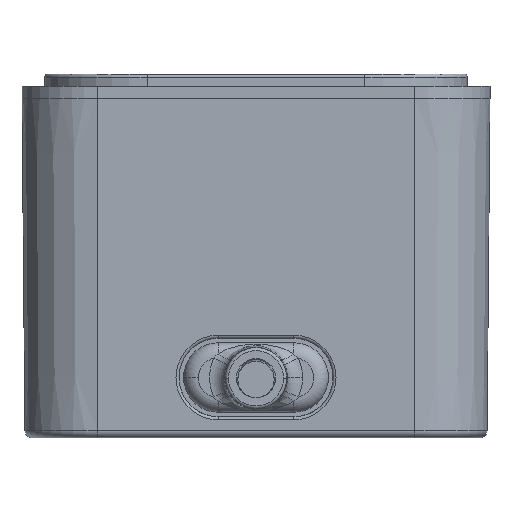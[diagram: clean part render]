
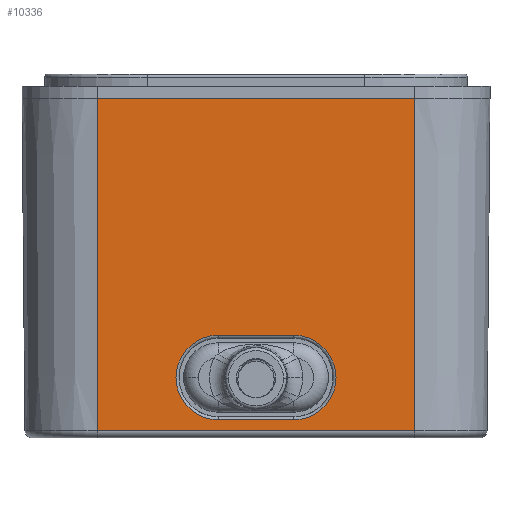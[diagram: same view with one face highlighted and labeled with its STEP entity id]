
A CAD part, front view. The second image highlights one B-rep face of the part: STEP entity #10336.
In plain terms, the highlighted planar face has unit normal (0, -1, -0.009).
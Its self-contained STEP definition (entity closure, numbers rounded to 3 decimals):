
#8640 = VERTEX_POINT('',#8641);
#8641 = CARTESIAN_POINT('',(2.5,-8.114,-22.104));
#8649 = VERTEX_POINT('',#8650);
#8650 = CARTESIAN_POINT('',(-2.5,-8.114,-22.103));
#8656 = EDGE_CURVE('',#8649,#8640,#8657,.T.);
#8657 = LINE('',#8658,#8659);
#8658 = CARTESIAN_POINT('',(-2.5,-8.114,-22.104));
#8659 = VECTOR('',#8660,1.);
#8660 = DIRECTION('',(1.,0.,0.));
#9054 = EDGE_CURVE('',#9055,#9057,#9059,.T.);
#9055 = VERTEX_POINT('',#9056);
#9056 = CARTESIAN_POINT('',(2.5,-8.163,-16.505));
#9057 = VERTEX_POINT('',#9058);
#9058 = CARTESIAN_POINT('',(-2.5,-8.163,-16.505));
#9059 = LINE('',#9060,#9061);
#9060 = CARTESIAN_POINT('',(2.5,-8.163,-16.505));
#9061 = VECTOR('',#9062,1.);
#9062 = DIRECTION('',(-1.,0.,0.));
#9096 = EDGE_CURVE('',#9055,#8640,#9097,.T.);
#9097 = CIRCLE('',#9098,2.8);
#9098 = AXIS2_PLACEMENT_3D('',#9099,#9100,#9101);
#9099 = CARTESIAN_POINT('',(2.5,-8.139,-19.304));
#9100 = DIRECTION('',(0.,1.,
    0.009));
#9101 = DIRECTION('',(0.,-0.009,
    1.));
#9731 = EDGE_CURVE('',#8649,#9057,#9732,.T.);
#9732 = CIRCLE('',#9733,2.8);
#9733 = AXIS2_PLACEMENT_3D('',#9734,#9735,#9736);
#9734 = CARTESIAN_POINT('',(-2.5,-8.139,-19.304));
#9735 = DIRECTION('',(0.,1.,
    0.009));
#9736 = DIRECTION('',(0.,0.009,
    -1.));
#10094 = VERTEX_POINT('',#10095);
#10095 = CARTESIAN_POINT('',(-10.5,-8.108,-22.804));
#10120 = VERTEX_POINT('',#10121);
#10121 = CARTESIAN_POINT('',(10.5,-8.108,-22.804));
#10128 = EDGE_CURVE('',#10120,#10094,#10129,.T.);
#10129 = LINE('',#10130,#10131);
#10130 = CARTESIAN_POINT('',(10.5,-8.108,-22.804));
#10131 = VECTOR('',#10132,1.);
#10132 = DIRECTION('',(-1.,0.,0.));
#10316 = EDGE_CURVE('',#10094,#10317,#10319,.T.);
#10317 = VERTEX_POINT('',#10318);
#10318 = CARTESIAN_POINT('',(-10.5,-8.3,-0.8));
#10319 = LINE('',#10320,#10321);
#10320 = CARTESIAN_POINT('',(-10.5,-8.108,-22.804));
#10321 = VECTOR('',#10322,1.);
#10322 = DIRECTION('',(0.,-0.009,1.));
#10336 = ADVANCED_FACE('',(#10337,#10355),#10361,.T.);
#10337 = FACE_BOUND('',#10338,.T.);
#10338 = EDGE_LOOP('',(#10339,#10340,#10348,#10354));
#10339 = ORIENTED_EDGE('',*,*,#10128,.F.);
#10340 = ORIENTED_EDGE('',*,*,#10341,.F.);
#10341 = EDGE_CURVE('',#10342,#10120,#10344,.T.);
#10342 = VERTEX_POINT('',#10343);
#10343 = CARTESIAN_POINT('',(10.5,-8.3,-0.8));
#10344 = LINE('',#10345,#10346);
#10345 = CARTESIAN_POINT('',(10.5,-8.3,-0.8));
#10346 = VECTOR('',#10347,1.);
#10347 = DIRECTION('',(0.,0.009,-1.));
#10348 = ORIENTED_EDGE('',*,*,#10349,.T.);
#10349 = EDGE_CURVE('',#10342,#10317,#10350,.T.);
#10350 = LINE('',#10351,#10352);
#10351 = CARTESIAN_POINT('',(10.5,-8.3,-0.8));
#10352 = VECTOR('',#10353,1.);
#10353 = DIRECTION('',(-1.,0.,0.));
#10354 = ORIENTED_EDGE('',*,*,#10316,.F.);
#10355 = FACE_BOUND('',#10356,.T.);
#10356 = EDGE_LOOP('',(#10357,#10358,#10359,#10360));
#10357 = ORIENTED_EDGE('',*,*,#9054,.F.);
#10358 = ORIENTED_EDGE('',*,*,#9096,.T.);
#10359 = ORIENTED_EDGE('',*,*,#8656,.F.);
#10360 = ORIENTED_EDGE('',*,*,#9731,.T.);
#10361 = PLANE('',#10362);
#10362 = AXIS2_PLACEMENT_3D('',#10363,#10364,#10365);
#10363 = CARTESIAN_POINT('',(-10.5,-8.3,-0.8));
#10364 = DIRECTION('',(0.,-1.,-0.009));
#10365 = DIRECTION('',(0.,0.009,-1.));
